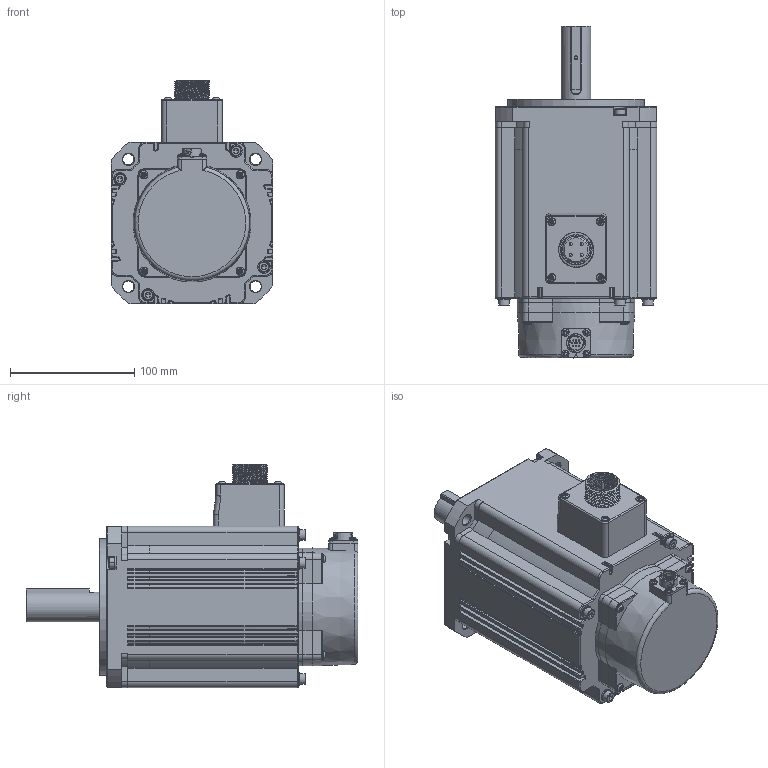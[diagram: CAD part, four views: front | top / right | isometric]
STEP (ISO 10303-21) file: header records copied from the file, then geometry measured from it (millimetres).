
FILE_DESCRIPTION( ('This file contains a STEP AP42 implementation' ,'as created by ZW3D STEP Interface translator.') ,'2;1' );
FILE_NAME( 'X6MA300K-N4LD.stp' ,'22 827.131332', (''), ('ZWCAD Software Co.'), 'Version 1.0', 'ZW3D to STEP translator', '' );
FILE_SCHEMA(('CONFIG_CONTROL_DESIGN'));
Length unit declared in the file: millimetre
Products named in the file (1): 0
Bounding box: 130 x 267.5 x 179.84 mm (x, y, z)
Volume: 2821030.5 mm3; surface area: 171738.3 mm2
Topology: 1 solids, 1 shells, 2645 faces, 7620 edges, 4837 vertices
Faces by surface type: plane 940, bspline 886, cylinder 659, cone 89, torus 55, sphere 16
Full cylindrical faces by diameter (mm): 0.8 x4, 1 x10, 2.4 x16, 3 x55, 3.5 x4, 5 x19, 5.5 x8, 6 x27, 6.5 x4, 8.5 x4, 10 x8, 11.8 x1, 15.2 x1, 19 x1, 24 x2, 24.5 x9, 28 x10, 28.5 x1, 28.6 x1, 35 x1, 98 x1, 110 x1
Entity records: 117141 total; most frequent: CARTESIAN_POINT 55682, ORIENTED_EDGE 15194, DIRECTION 9864, EDGE_CURVE 7597, VERTEX_POINT 4854, VECTOR 3346, LINE 3346, AXIS2_PLACEMENT_3D 3259
